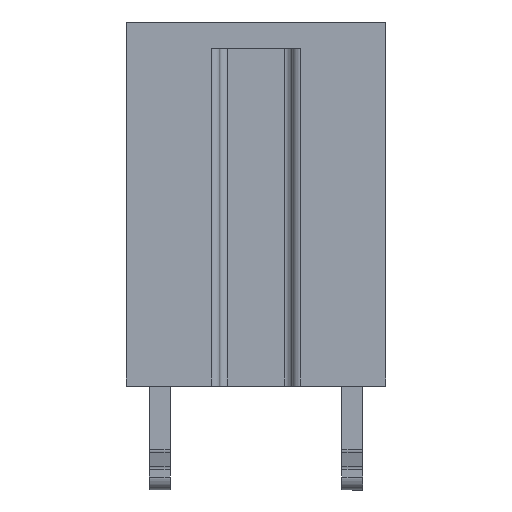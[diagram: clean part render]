
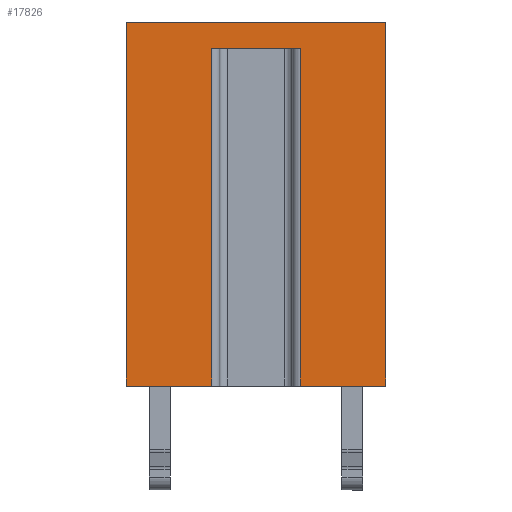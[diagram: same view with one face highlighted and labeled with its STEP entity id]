
A CAD part, front view. The second image highlights one B-rep face of the part: STEP entity #17826.
In plain terms, the highlighted planar face has unit normal (0, -1, 0).
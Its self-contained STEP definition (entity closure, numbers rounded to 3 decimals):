
#160 = CARTESIAN_POINT ( 'NONE',  ( -5., -2.65, 0. ) ) ;
#656 = VERTEX_POINT ( 'NONE', #13631 ) ;
#1163 = CARTESIAN_POINT ( 'NONE',  ( 5., -2.65, 14. ) ) ;
#1254 = CARTESIAN_POINT ( 'NONE',  ( -5., -2.65, 14. ) ) ;
#2014 = VERTEX_POINT ( 'NONE', #22228 ) ;
#2616 = ORIENTED_EDGE ( 'NONE', *, *, #11223, .T. ) ;
#2761 = VERTEX_POINT ( 'NONE', #160 ) ;
#2864 = EDGE_CURVE ( 'NONE', #656, #15815, #11877, .T. ) ;
#2947 = DIRECTION ( 'NONE',  ( 1., 0., 0. ) ) ;
#3065 = ORIENTED_EDGE ( 'NONE', *, *, #2864, .T. ) ;
#3204 = AXIS2_PLACEMENT_3D ( 'NONE', #5949, #9029, #15934 ) ;
#3328 = LINE ( 'NONE', #17167, #13412 ) ;
#3830 = LINE ( 'NONE', #20955, #14729 ) ;
#4460 = ORIENTED_EDGE ( 'NONE', *, *, #8162, .F. ) ;
#5096 = DIRECTION ( 'NONE',  ( 0., 0., 1. ) ) ;
#5949 = CARTESIAN_POINT ( 'NONE',  ( -5., -2.65, 14. ) ) ;
#6729 = EDGE_CURVE ( 'NONE', #2761, #10714, #11930, .T. ) ;
#7038 = ORIENTED_EDGE ( 'NONE', *, *, #6729, .T. ) ;
#7477 = DIRECTION ( 'NONE',  ( 1., 0., 0. ) ) ;
#8076 = LINE ( 'NONE', #18486, #20299 ) ;
#8162 = EDGE_CURVE ( 'NONE', #9996, #15589, #22344, .T. ) ;
#8245 = ORIENTED_EDGE ( 'NONE', *, *, #10174, .T. ) ;
#8344 = DIRECTION ( 'NONE',  ( 1., 0., 0. ) ) ;
#9029 = DIRECTION ( 'NONE',  ( 0., 1., 0. ) ) ;
#9807 = EDGE_CURVE ( 'NONE', #18816, #656, #3328, .T. ) ;
#9996 = VERTEX_POINT ( 'NONE', #18071 ) ;
#10043 = ORIENTED_EDGE ( 'NONE', *, *, #22277, .F. ) ;
#10174 = EDGE_CURVE ( 'NONE', #9996, #2761, #15440, .T. ) ;
#10260 = ORIENTED_EDGE ( 'NONE', *, *, #9807, .T. ) ;
#10340 = DIRECTION ( 'NONE',  ( 1., 0., 0. ) ) ;
#10514 = EDGE_CURVE ( 'NONE', #15815, #2014, #8076, .T. ) ;
#10714 = VERTEX_POINT ( 'NONE', #19790 ) ;
#10838 = FACE_OUTER_BOUND ( 'NONE', #16457, .T. ) ;
#10875 = CARTESIAN_POINT ( 'NONE',  ( -5., -2.65, 0. ) ) ;
#11223 = EDGE_CURVE ( 'NONE', #10714, #18816, #18489, .T. ) ;
#11444 = VECTOR ( 'NONE', #10340, 1000. ) ;
#11709 = DIRECTION ( 'NONE',  ( 0., 0., -1. ) ) ;
#11877 = LINE ( 'NONE', #19239, #21623 ) ;
#11930 = LINE ( 'NONE', #10875, #15505 ) ;
#12290 = VECTOR ( 'NONE', #5096, 1000. ) ;
#12348 = DIRECTION ( 'NONE',  ( 0., 0., -1. ) ) ;
#12391 = CARTESIAN_POINT ( 'NONE',  ( 1.7, -2.65, 0. ) ) ;
#13412 = VECTOR ( 'NONE', #8344, 1000. ) ;
#13631 = CARTESIAN_POINT ( 'NONE',  ( 1.7, -2.65, 13. ) ) ;
#14729 = VECTOR ( 'NONE', #12348, 1000. ) ;
#15440 = LINE ( 'NONE', #1254, #19194 ) ;
#15505 = VECTOR ( 'NONE', #7477, 1000. ) ;
#15589 = VERTEX_POINT ( 'NONE', #1163 ) ;
#15815 = VERTEX_POINT ( 'NONE', #12391 ) ;
#15934 = DIRECTION ( 'NONE',  ( -1., 0., 0. ) ) ;
#16252 = CARTESIAN_POINT ( 'NONE',  ( -1.7, -2.65, 13. ) ) ;
#16457 = EDGE_LOOP ( 'NONE', ( #3065, #21606, #10043, #4460, #8245, #7038, #2616, #10260 ) ) ;
#17167 = CARTESIAN_POINT ( 'NONE',  ( -1.7, -2.65, 13. ) ) ;
#17636 = PLANE ( 'NONE',  #3204 ) ;
#17826 = ADVANCED_FACE ( 'NONE', ( #10838 ), #17636, .F. ) ;
#18071 = CARTESIAN_POINT ( 'NONE',  ( -5., -2.65, 14. ) ) ;
#18486 = CARTESIAN_POINT ( 'NONE',  ( -5., -2.65, 0. ) ) ;
#18489 = LINE ( 'NONE', #18704, #12290 ) ;
#18704 = CARTESIAN_POINT ( 'NONE',  ( -1.7, -2.65, 14. ) ) ;
#18789 = DIRECTION ( 'NONE',  ( 0., 0., -1. ) ) ;
#18816 = VERTEX_POINT ( 'NONE', #16252 ) ;
#19194 = VECTOR ( 'NONE', #11709, 1000. ) ;
#19239 = CARTESIAN_POINT ( 'NONE',  ( 1.7, -2.65, 14. ) ) ;
#19790 = CARTESIAN_POINT ( 'NONE',  ( -1.7, -2.65, 0. ) ) ;
#20299 = VECTOR ( 'NONE', #2947, 1000. ) ;
#20653 = CARTESIAN_POINT ( 'NONE',  ( -5., -2.65, 14. ) ) ;
#20955 = CARTESIAN_POINT ( 'NONE',  ( 5., -2.65, 14. ) ) ;
#21606 = ORIENTED_EDGE ( 'NONE', *, *, #10514, .T. ) ;
#21623 = VECTOR ( 'NONE', #18789, 1000. ) ;
#22228 = CARTESIAN_POINT ( 'NONE',  ( 5., -2.65, 0. ) ) ;
#22277 = EDGE_CURVE ( 'NONE', #15589, #2014, #3830, .T. ) ;
#22344 = LINE ( 'NONE', #20653, #11444 ) ;
